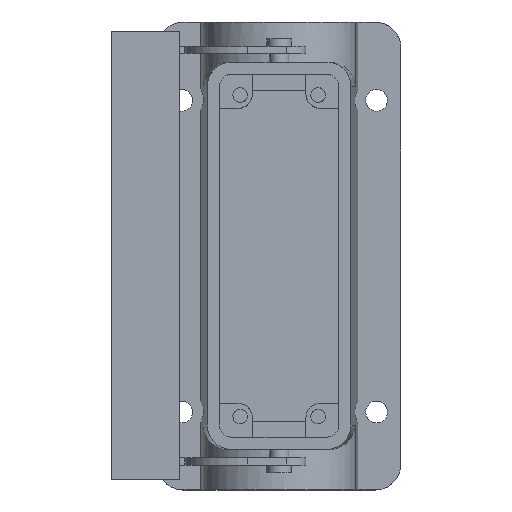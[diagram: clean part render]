
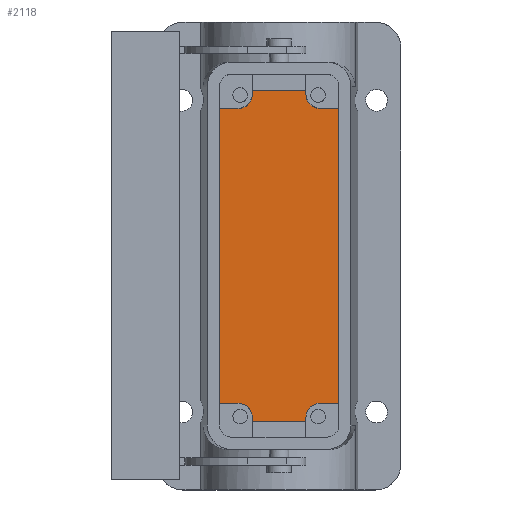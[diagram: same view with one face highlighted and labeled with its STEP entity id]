
A CAD part, top view. The second image highlights one B-rep face of the part: STEP entity #2118.
In plain terms, the highlighted planar face has unit normal (0, 0, 1).
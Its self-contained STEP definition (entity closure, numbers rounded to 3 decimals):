
#596=AXIS2_PLACEMENT_3D('Circle Axis2P3D',#594,#595,$) ;
#673=AXIS2_PLACEMENT_3D('Circle Axis2P3D',#671,#672,$) ;
#2044=AXIS2_PLACEMENT_3D('Plane Axis2P3D',#2041,#2042,#2043) ;
#2057=AXIS2_PLACEMENT_3D('Circle Axis2P3D',#2055,#2056,$) ;
#2083=AXIS2_PLACEMENT_3D('Circle Axis2P3D',#2081,#2082,$) ;
#570=CARTESIAN_POINT('Vertex',(46.75,17.75,4.5)) ;
#573=CARTESIAN_POINT('Line Origine',(44.875,17.75,4.5)) ;
#577=CARTESIAN_POINT('Vertex',(43.,17.75,4.5)) ;
#594=CARTESIAN_POINT('Axis2P3D Location',(43.,14.75,4.5)) ;
#598=CARTESIAN_POINT('Vertex',(40.,14.75,4.5)) ;
#614=CARTESIAN_POINT('Line Origine',(40.,14.375,4.5)) ;
#618=CARTESIAN_POINT('Vertex',(40.,14.,4.5)) ;
#633=CARTESIAN_POINT('Line Origine',(34.5,14.,4.5)) ;
#637=CARTESIAN_POINT('Vertex',(29.,14.,4.5)) ;
#652=CARTESIAN_POINT('Line Origine',(29.,14.375,4.5)) ;
#656=CARTESIAN_POINT('Vertex',(29.,14.75,4.5)) ;
#671=CARTESIAN_POINT('Axis2P3D Location',(26.,14.75,4.5)) ;
#675=CARTESIAN_POINT('Vertex',(26.,17.75,4.5)) ;
#690=CARTESIAN_POINT('Line Origine',(24.125,17.75,4.5)) ;
#694=CARTESIAN_POINT('Vertex',(22.25,17.75,4.5)) ;
#2020=CARTESIAN_POINT('Vertex',(46.75,78.25,4.5)) ;
#2023=CARTESIAN_POINT('Line Origine',(46.75,48.,4.5)) ;
#2041=CARTESIAN_POINT('Axis2P3D Location',(34.5,48.,4.5)) ;
#2046=CARTESIAN_POINT('Line Origine',(29.,81.625,4.5)) ;
#2050=CARTESIAN_POINT('Vertex',(29.,81.25,4.5)) ;
#2052=CARTESIAN_POINT('Vertex',(29.,82.,4.5)) ;
#2055=CARTESIAN_POINT('Axis2P3D Location',(26.,81.25,4.5)) ;
#2059=CARTESIAN_POINT('Vertex',(26.,78.25,4.5)) ;
#2062=CARTESIAN_POINT('Line Origine',(24.125,78.25,4.5)) ;
#2066=CARTESIAN_POINT('Vertex',(22.25,78.25,4.5)) ;
#2069=CARTESIAN_POINT('Line Origine',(22.25,48.,4.5)) ;
#2074=CARTESIAN_POINT('Line Origine',(44.875,78.25,4.5)) ;
#2078=CARTESIAN_POINT('Vertex',(43.,78.25,4.5)) ;
#2081=CARTESIAN_POINT('Axis2P3D Location',(43.,81.25,4.5)) ;
#2085=CARTESIAN_POINT('Vertex',(40.,81.25,4.5)) ;
#2088=CARTESIAN_POINT('Line Origine',(40.,81.625,4.5)) ;
#2092=CARTESIAN_POINT('Vertex',(40.,82.,4.5)) ;
#2095=CARTESIAN_POINT('Line Origine',(34.5,82.,4.5)) ;
#574=DIRECTION('Vector Direction',(1.,0.,0.)) ;
#595=DIRECTION('Axis2P3D Direction',(-0.,0.,-1.)) ;
#615=DIRECTION('Vector Direction',(0.,-1.,0.)) ;
#634=DIRECTION('Vector Direction',(-1.,0.,0.)) ;
#653=DIRECTION('Vector Direction',(0.,-1.,0.)) ;
#672=DIRECTION('Axis2P3D Direction',(0.,0.,-1.)) ;
#691=DIRECTION('Vector Direction',(-1.,0.,0.)) ;
#2024=DIRECTION('Vector Direction',(0.,-1.,0.)) ;
#2042=DIRECTION('Axis2P3D Direction',(-0.,0.,1.)) ;
#2043=DIRECTION('Axis2P3D XDirection',(0.,-1.,0.)) ;
#2047=DIRECTION('Vector Direction',(0.,1.,0.)) ;
#2056=DIRECTION('Axis2P3D Direction',(-0.,0.,1.)) ;
#2063=DIRECTION('Vector Direction',(-1.,0.,0.)) ;
#2070=DIRECTION('Vector Direction',(0.,1.,0.)) ;
#2075=DIRECTION('Vector Direction',(1.,0.,0.)) ;
#2082=DIRECTION('Axis2P3D Direction',(-0.,0.,1.)) ;
#2089=DIRECTION('Vector Direction',(0.,1.,0.)) ;
#2096=DIRECTION('Vector Direction',(-1.,0.,0.)) ;
#575=VECTOR('Line Direction',#574,1.) ;
#616=VECTOR('Line Direction',#615,1.) ;
#635=VECTOR('Line Direction',#634,1.) ;
#654=VECTOR('Line Direction',#653,1.) ;
#692=VECTOR('Line Direction',#691,1.) ;
#2025=VECTOR('Line Direction',#2024,1.) ;
#2048=VECTOR('Line Direction',#2047,1.) ;
#2064=VECTOR('Line Direction',#2063,1.) ;
#2071=VECTOR('Line Direction',#2070,1.) ;
#2076=VECTOR('Line Direction',#2075,1.) ;
#2090=VECTOR('Line Direction',#2089,1.) ;
#2097=VECTOR('Line Direction',#2096,1.) ;
#2101=ORIENTED_EDGE('',*,*,#2054,.F.) ;
#2102=ORIENTED_EDGE('',*,*,#2061,.F.) ;
#2103=ORIENTED_EDGE('',*,*,#2068,.T.) ;
#2104=ORIENTED_EDGE('',*,*,#2073,.T.) ;
#2105=ORIENTED_EDGE('',*,*,#696,.F.) ;
#2106=ORIENTED_EDGE('',*,*,#677,.F.) ;
#2107=ORIENTED_EDGE('',*,*,#658,.T.) ;
#2108=ORIENTED_EDGE('',*,*,#639,.F.) ;
#2109=ORIENTED_EDGE('',*,*,#620,.F.) ;
#2110=ORIENTED_EDGE('',*,*,#600,.F.) ;
#2111=ORIENTED_EDGE('',*,*,#579,.T.) ;
#2112=ORIENTED_EDGE('',*,*,#2027,.T.) ;
#2113=ORIENTED_EDGE('',*,*,#2080,.F.) ;
#2114=ORIENTED_EDGE('',*,*,#2087,.F.) ;
#2115=ORIENTED_EDGE('',*,*,#2094,.T.) ;
#2116=ORIENTED_EDGE('',*,*,#2099,.T.) ;
#2118=ADVANCED_FACE('Housing',(#2117),#2045,.T.) ;
#597=CIRCLE('generated circle',#596,3.) ;
#674=CIRCLE('generated circle',#673,3.) ;
#2058=CIRCLE('generated circle',#2057,3.) ;
#2084=CIRCLE('generated circle',#2083,3.) ;
#579=EDGE_CURVE('',#578,#571,#576,.T.) ;
#600=EDGE_CURVE('',#578,#599,#597,.F.) ;
#620=EDGE_CURVE('',#599,#619,#617,.T.) ;
#639=EDGE_CURVE('',#619,#638,#636,.T.) ;
#658=EDGE_CURVE('',#657,#638,#655,.T.) ;
#677=EDGE_CURVE('',#657,#676,#674,.F.) ;
#696=EDGE_CURVE('',#676,#695,#693,.T.) ;
#2027=EDGE_CURVE('',#571,#2021,#2026,.F.) ;
#2054=EDGE_CURVE('',#2051,#2053,#2049,.T.) ;
#2061=EDGE_CURVE('',#2060,#2051,#2058,.T.) ;
#2068=EDGE_CURVE('',#2060,#2067,#2065,.T.) ;
#2073=EDGE_CURVE('',#2067,#695,#2072,.F.) ;
#2080=EDGE_CURVE('',#2079,#2021,#2077,.T.) ;
#2087=EDGE_CURVE('',#2086,#2079,#2084,.T.) ;
#2094=EDGE_CURVE('',#2086,#2093,#2091,.T.) ;
#2099=EDGE_CURVE('',#2093,#2053,#2098,.T.) ;
#2100=EDGE_LOOP('',(#2101,#2102,#2103,#2104,#2105,#2106,#2107,#2108,#2109,#2110,#2111,#2112,#2113,#2114,#2115,#2116)) ;
#2117=FACE_OUTER_BOUND('',#2100,.T.) ;
#576=LINE('Line',#573,#575) ;
#617=LINE('Line',#614,#616) ;
#636=LINE('Line',#633,#635) ;
#655=LINE('Line',#652,#654) ;
#693=LINE('Line',#690,#692) ;
#2026=LINE('Line',#2023,#2025) ;
#2049=LINE('Line',#2046,#2048) ;
#2065=LINE('Line',#2062,#2064) ;
#2072=LINE('Line',#2069,#2071) ;
#2077=LINE('Line',#2074,#2076) ;
#2091=LINE('Line',#2088,#2090) ;
#2098=LINE('Line',#2095,#2097) ;
#2045=PLANE('',#2044) ;
#571=VERTEX_POINT('',#570) ;
#578=VERTEX_POINT('',#577) ;
#599=VERTEX_POINT('',#598) ;
#619=VERTEX_POINT('',#618) ;
#638=VERTEX_POINT('',#637) ;
#657=VERTEX_POINT('',#656) ;
#676=VERTEX_POINT('',#675) ;
#695=VERTEX_POINT('',#694) ;
#2021=VERTEX_POINT('',#2020) ;
#2051=VERTEX_POINT('',#2050) ;
#2053=VERTEX_POINT('',#2052) ;
#2060=VERTEX_POINT('',#2059) ;
#2067=VERTEX_POINT('',#2066) ;
#2079=VERTEX_POINT('',#2078) ;
#2086=VERTEX_POINT('',#2085) ;
#2093=VERTEX_POINT('',#2092) ;
